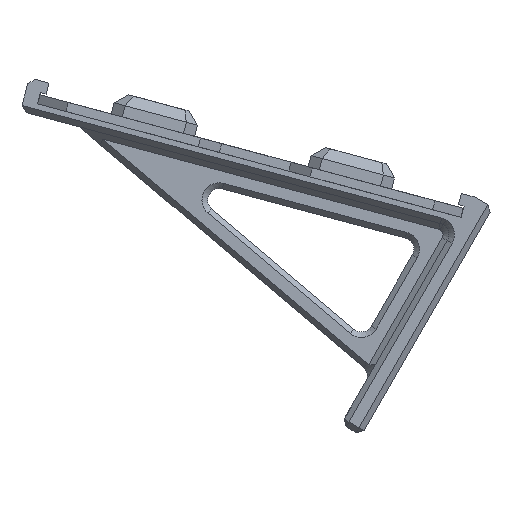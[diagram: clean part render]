
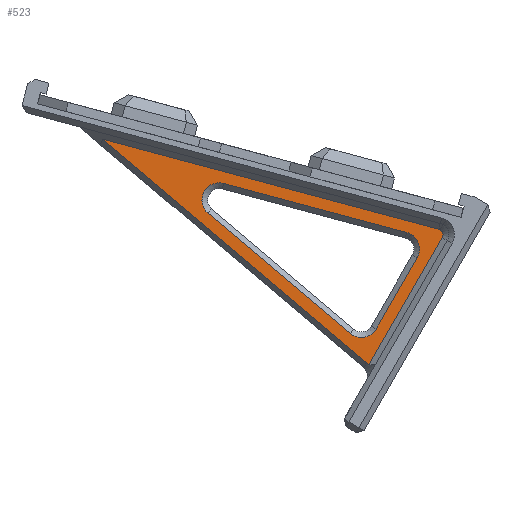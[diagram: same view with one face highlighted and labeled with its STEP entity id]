
A CAD part, left-side view. The second image highlights one B-rep face of the part: STEP entity #523.
In plain terms, the highlighted face is planar.
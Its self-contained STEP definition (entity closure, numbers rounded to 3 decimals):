
#60 = CARTESIAN_POINT ( 'NONE',  ( -2.176, 4.259, 13. ) ) ;
#100 = EDGE_CURVE ( 'NONE', #3219, #1119, #8813, .T. ) ;
#129 = ORIENTED_EDGE ( 'NONE', *, *, #4423, .T. ) ;
#130 = AXIS2_PLACEMENT_3D ( 'NONE', #3971, #9131, #1197 ) ;
#223 = EDGE_LOOP ( 'NONE', ( #4352, #129, #8028, #6638, #9140, #1074, #1622 ) ) ;
#288 = ORIENTED_EDGE ( 'NONE', *, *, #6596, .T. ) ;
#326 = AXIS2_PLACEMENT_3D ( 'NONE', #4180, #2656, #1278 ) ;
#433 = CARTESIAN_POINT ( 'NONE',  ( -28.556, 3.466, 13. ) ) ;
#523 = ADVANCED_FACE ( 'NONE', ( #9028, #3142 ), #2472, .F. ) ;
#585 = EDGE_CURVE ( 'NONE', #9439, #3219, #5306, .T. ) ;
#715 = CARTESIAN_POINT ( 'NONE',  ( -22.654, 5., 13. ) ) ;
#774 = CARTESIAN_POINT ( 'NONE',  ( -5.457, 8.776, 13. ) ) ;
#825 = VERTEX_POINT ( 'NONE', #3879 ) ;
#834 = EDGE_LOOP ( 'NONE', ( #288, #3453, #8892, #4478, #5223, #1633 ) ) ;
#902 = VECTOR ( 'NONE', #7230, 1000. ) ;
#1015 = VECTOR ( 'NONE', #2147, 1000. ) ;
#1074 = ORIENTED_EDGE ( 'NONE', *, *, #2427, .T. ) ;
#1119 = VERTEX_POINT ( 'NONE', #3872 ) ;
#1197 = DIRECTION ( 'NONE',  ( -1., 0., 0. ) ) ;
#1278 = DIRECTION ( 'NONE',  ( -1., 0., 0. ) ) ;
#1480 = LINE ( 'NONE', #8744, #6561 ) ;
#1536 = CIRCLE ( 'NONE', #1988, 3. ) ;
#1622 = ORIENTED_EDGE ( 'NONE', *, *, #2263, .T. ) ;
#1633 = ORIENTED_EDGE ( 'NONE', *, *, #5944, .T. ) ;
#1780 = CARTESIAN_POINT ( 'NONE',  ( -3.142, 4., 13. ) ) ;
#1783 = VERTEX_POINT ( 'NONE', #4325 ) ;
#1850 = CIRCLE ( 'NONE', #8409, 1. ) ;
#1988 = AXIS2_PLACEMENT_3D ( 'NONE', #6829, #6118, #8299 ) ;
#2147 = DIRECTION ( 'NONE',  ( 0.178, 0.984, 0. ) ) ;
#2197 = VERTEX_POINT ( 'NONE', #5945 ) ;
#2263 = EDGE_CURVE ( 'NONE', #5846, #5296, #5956, .T. ) ;
#2313 = CARTESIAN_POINT ( 'NONE',  ( -22.654, 8., 13. ) ) ;
#2343 = CARTESIAN_POINT ( 'NONE',  ( -13.993, 40.631, 13. ) ) ;
#2427 = EDGE_CURVE ( 'NONE', #1119, #5846, #1480, .T. ) ;
#2472 = PLANE ( 'NONE',  #9430 ) ;
#2517 = CARTESIAN_POINT ( 'NONE',  ( 0., 0., 13. ) ) ;
#2609 = EDGE_CURVE ( 'NONE', #2741, #1783, #1536, .T. ) ;
#2656 = DIRECTION ( 'NONE',  ( 0., 0., -1. ) ) ;
#2713 = AXIS2_PLACEMENT_3D ( 'NONE', #9356, #9397, #5764 ) ;
#2741 = VERTEX_POINT ( 'NONE', #433 ) ;
#2823 = LINE ( 'NONE', #3506, #3495 ) ;
#2952 = CARTESIAN_POINT ( 'NONE',  ( -3.142, 4., 13. ) ) ;
#3082 = DIRECTION ( 'NONE',  ( 0., 0., 1. ) ) ;
#3101 = CARTESIAN_POINT ( 'NONE',  ( -0.966, -0.259, 13. ) ) ;
#3142 = FACE_OUTER_BOUND ( 'NONE', #834, .T. ) ;
#3210 = AXIS2_PLACEMENT_3D ( 'NONE', #2313, #3794, #5221 ) ;
#3219 = VERTEX_POINT ( 'NONE', #7050 ) ;
#3446 = CARTESIAN_POINT ( 'NONE',  ( -25.606, 8.534, 13. ) ) ;
#3453 = ORIENTED_EDGE ( 'NONE', *, *, #6809, .T. ) ;
#3490 = EDGE_CURVE ( 'NONE', #825, #4059, #1850, .T. ) ;
#3495 = VECTOR ( 'NONE', #7981, 1000. ) ;
#3506 = CARTESIAN_POINT ( 'NONE',  ( 0., 3., 13. ) ) ;
#3794 = DIRECTION ( 'NONE',  ( 0., 0., -1. ) ) ;
#3872 = CARTESIAN_POINT ( 'NONE',  ( -8.355, 5., 13. ) ) ;
#3879 = CARTESIAN_POINT ( 'NONE',  ( -3.142, 3., 13. ) ) ;
#3971 = CARTESIAN_POINT ( 'NONE',  ( -8.355, 8., 13. ) ) ;
#4058 = VECTOR ( 'NONE', #6064, 1000. ) ;
#4059 = VERTEX_POINT ( 'NONE', #6316 ) ;
#4180 = CARTESIAN_POINT ( 'NONE',  ( -16.891, 39.855, 13. ) ) ;
#4319 = CARTESIAN_POINT ( 'NONE',  ( -2.898, -0.776, 13. ) ) ;
#4325 = CARTESIAN_POINT ( 'NONE',  ( -28.68, 3., 13. ) ) ;
#4352 = ORIENTED_EDGE ( 'NONE', *, *, #6476, .T. ) ;
#4423 = EDGE_CURVE ( 'NONE', #5049, #9402, #6431, .T. ) ;
#4478 = ORIENTED_EDGE ( 'NONE', *, *, #8847, .T. ) ;
#5049 = VERTEX_POINT ( 'NONE', #5847 ) ;
#5221 = DIRECTION ( 'NONE',  ( -1., 0., 0. ) ) ;
#5223 = ORIENTED_EDGE ( 'NONE', *, *, #3490, .T. ) ;
#5296 = VERTEX_POINT ( 'NONE', #3446 ) ;
#5306 = CIRCLE ( 'NONE', #2713, 3. ) ;
#5425 = CIRCLE ( 'NONE', #7405, 1. ) ;
#5431 = DIRECTION ( 'NONE',  ( -1., 0., 0. ) ) ;
#5764 = DIRECTION ( 'NONE',  ( -1., 0., 0. ) ) ;
#5784 = CARTESIAN_POINT ( 'NONE',  ( -26.29, 4.757, 13. ) ) ;
#5846 = VERTEX_POINT ( 'NONE', #715 ) ;
#5847 = CARTESIAN_POINT ( 'NONE',  ( -19.843, 40.389, 13. ) ) ;
#5944 = EDGE_CURVE ( 'NONE', #4059, #6521, #5425, .T. ) ;
#5945 = CARTESIAN_POINT ( 'NONE',  ( -17.837, 62.706, 13. ) ) ;
#5952 = DIRECTION ( 'NONE',  ( -1., 0., 0. ) ) ;
#5956 = CIRCLE ( 'NONE', #3210, 3. ) ;
#6064 = DIRECTION ( 'NONE',  ( -0.259, 0.966, 0. ) ) ;
#6118 = DIRECTION ( 'NONE',  ( 0., 0., -1. ) ) ;
#6316 = CARTESIAN_POINT ( 'NONE',  ( -2.142, 4., 13. ) ) ;
#6431 = CIRCLE ( 'NONE', #326, 3. ) ;
#6447 = DIRECTION ( 'NONE',  ( -0.178, -0.984, 0. ) ) ;
#6476 = EDGE_CURVE ( 'NONE', #5296, #5049, #7444, .T. ) ;
#6521 = VERTEX_POINT ( 'NONE', #60 ) ;
#6561 = VECTOR ( 'NONE', #8894, 1000. ) ;
#6596 = EDGE_CURVE ( 'NONE', #6521, #2197, #7584, .T. ) ;
#6638 = ORIENTED_EDGE ( 'NONE', *, *, #585, .T. ) ;
#6680 = DIRECTION ( 'NONE',  ( 0., 0., 1. ) ) ;
#6809 = EDGE_CURVE ( 'NONE', #2197, #2741, #8053, .T. ) ;
#6829 = CARTESIAN_POINT ( 'NONE',  ( -31.508, 4., 13. ) ) ;
#7050 = CARTESIAN_POINT ( 'NONE',  ( -5.355, 8., 13. ) ) ;
#7230 = DIRECTION ( 'NONE',  ( 0.259, -0.966, 0. ) ) ;
#7405 = AXIS2_PLACEMENT_3D ( 'NONE', #2952, #6680, #7617 ) ;
#7419 = VECTOR ( 'NONE', #6447, 1000. ) ;
#7444 = LINE ( 'NONE', #5784, #1015 ) ;
#7584 = LINE ( 'NONE', #3101, #4058 ) ;
#7617 = DIRECTION ( 'NONE',  ( -1., 0., 0. ) ) ;
#7981 = DIRECTION ( 'NONE',  ( 1., 0., 0. ) ) ;
#8028 = ORIENTED_EDGE ( 'NONE', *, *, #8513, .T. ) ;
#8053 = LINE ( 'NONE', #8679, #7419 ) ;
#8299 = DIRECTION ( 'NONE',  ( -1., 0., 0. ) ) ;
#8409 = AXIS2_PLACEMENT_3D ( 'NONE', #1780, #3082, #5952 ) ;
#8434 = DIRECTION ( 'NONE',  ( 0., 0., -1. ) ) ;
#8513 = EDGE_CURVE ( 'NONE', #9402, #9439, #8666, .T. ) ;
#8666 = LINE ( 'NONE', #4319, #902 ) ;
#8679 = CARTESIAN_POINT ( 'NONE',  ( -28.556, 3.466, 13. ) ) ;
#8744 = CARTESIAN_POINT ( 'NONE',  ( 0., 5., 13. ) ) ;
#8813 = CIRCLE ( 'NONE', #130, 3. ) ;
#8847 = EDGE_CURVE ( 'NONE', #1783, #825, #2823, .T. ) ;
#8892 = ORIENTED_EDGE ( 'NONE', *, *, #2609, .T. ) ;
#8894 = DIRECTION ( 'NONE',  ( -1., 0., 0. ) ) ;
#9028 = FACE_BOUND ( 'NONE', #223, .T. ) ;
#9131 = DIRECTION ( 'NONE',  ( 0., 0., -1. ) ) ;
#9140 = ORIENTED_EDGE ( 'NONE', *, *, #100, .T. ) ;
#9356 = CARTESIAN_POINT ( 'NONE',  ( -8.355, 8., 13. ) ) ;
#9397 = DIRECTION ( 'NONE',  ( 0., 0., -1. ) ) ;
#9402 = VERTEX_POINT ( 'NONE', #2343 ) ;
#9430 = AXIS2_PLACEMENT_3D ( 'NONE', #2517, #8434, #5431 ) ;
#9439 = VERTEX_POINT ( 'NONE', #774 ) ;
